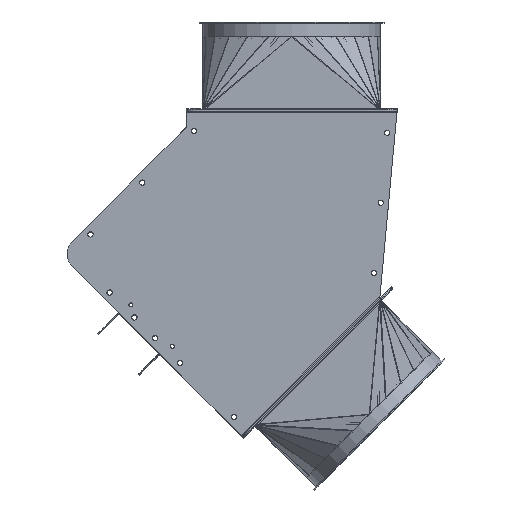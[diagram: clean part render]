
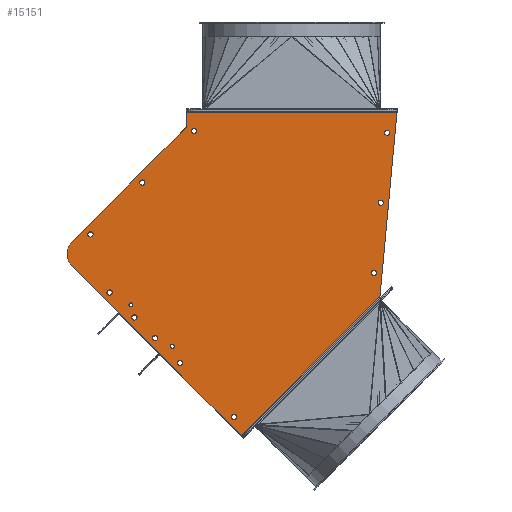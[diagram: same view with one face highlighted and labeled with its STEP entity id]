
A CAD part, top view. The second image highlights one B-rep face of the part: STEP entity #15151.
In plain terms, the highlighted face is planar.
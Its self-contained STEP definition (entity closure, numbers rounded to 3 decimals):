
#773=FACE_BOUND('',#2840,.T.);
#774=FACE_BOUND('',#2841,.T.);
#775=FACE_BOUND('',#2842,.T.);
#776=FACE_BOUND('',#2843,.T.);
#777=FACE_BOUND('',#2844,.T.);
#778=FACE_BOUND('',#2845,.T.);
#779=FACE_BOUND('',#2846,.T.);
#780=FACE_BOUND('',#2847,.T.);
#781=FACE_BOUND('',#2848,.T.);
#782=FACE_BOUND('',#2849,.T.);
#783=FACE_BOUND('',#2850,.T.);
#784=FACE_BOUND('',#2851,.T.);
#785=FACE_BOUND('',#2852,.T.);
#1015=PLANE('',#16414);
#1679=FACE_OUTER_BOUND('',#2839,.T.);
#2839=EDGE_LOOP('',(#11427,#11428,#11429,#11430,#11431,#11432,#11433));
#2840=EDGE_LOOP('',(#11434));
#2841=EDGE_LOOP('',(#11435));
#2842=EDGE_LOOP('',(#11436));
#2843=EDGE_LOOP('',(#11437));
#2844=EDGE_LOOP('',(#11438));
#2845=EDGE_LOOP('',(#11439));
#2846=EDGE_LOOP('',(#11440));
#2847=EDGE_LOOP('',(#11441));
#2848=EDGE_LOOP('',(#11442));
#2849=EDGE_LOOP('',(#11443));
#2850=EDGE_LOOP('',(#11444));
#2851=EDGE_LOOP('',(#11445));
#2852=EDGE_LOOP('',(#11446));
#4066=LINE('',#23211,#5491);
#4076=LINE('',#23270,#5501);
#4078=LINE('',#23273,#5503);
#4079=LINE('',#23276,#5504);
#4080=LINE('',#23278,#5505);
#4081=LINE('',#23281,#5506);
#5491=VECTOR('',#18647,334.815);
#5501=VECTOR('',#18673,359.63);
#5503=VECTOR('',#18677,315.751);
#5504=VECTOR('',#18680,26.);
#5505=VECTOR('',#18681,275.);
#5506=VECTOR('',#18684,407.69);
#6759=CIRCLE('',#16348,3.5);
#6761=CIRCLE('',#16351,3.5);
#6763=CIRCLE('',#16354,4.5);
#6765=CIRCLE('',#16357,4.5);
#6767=CIRCLE('',#16360,4.5);
#6769=CIRCLE('',#16363,4.5);
#6771=CIRCLE('',#16366,4.5);
#6773=CIRCLE('',#16369,4.5);
#6775=CIRCLE('',#16372,4.5);
#6777=CIRCLE('',#16375,4.5);
#6779=CIRCLE('',#16378,4.5);
#6781=CIRCLE('',#16381,4.5);
#6783=CIRCLE('',#16384,4.5);
#6794=CIRCLE('',#16415,30.);
#7308=VERTEX_POINT('',#23075);
#7310=VERTEX_POINT('',#23080);
#7312=VERTEX_POINT('',#23085);
#7314=VERTEX_POINT('',#23090);
#7316=VERTEX_POINT('',#23095);
#7318=VERTEX_POINT('',#23100);
#7320=VERTEX_POINT('',#23105);
#7322=VERTEX_POINT('',#23110);
#7324=VERTEX_POINT('',#23115);
#7326=VERTEX_POINT('',#23120);
#7328=VERTEX_POINT('',#23125);
#7330=VERTEX_POINT('',#23130);
#7332=VERTEX_POINT('',#23135);
#7342=VERTEX_POINT('',#23176);
#7344=VERTEX_POINT('',#23201);
#7349=VERTEX_POINT('',#23229);
#7350=VERTEX_POINT('',#23255);
#7352=VERTEX_POINT('',#23275);
#7353=VERTEX_POINT('',#23277);
#7354=VERTEX_POINT('',#23279);
#8683=EDGE_CURVE('',#7308,#7308,#6759,.T.);
#8685=EDGE_CURVE('',#7310,#7310,#6761,.T.);
#8687=EDGE_CURVE('',#7312,#7312,#6763,.T.);
#8689=EDGE_CURVE('',#7314,#7314,#6765,.T.);
#8691=EDGE_CURVE('',#7316,#7316,#6767,.T.);
#8693=EDGE_CURVE('',#7318,#7318,#6769,.T.);
#8695=EDGE_CURVE('',#7320,#7320,#6771,.T.);
#8697=EDGE_CURVE('',#7322,#7322,#6773,.T.);
#8699=EDGE_CURVE('',#7324,#7324,#6775,.T.);
#8701=EDGE_CURVE('',#7326,#7326,#6777,.T.);
#8703=EDGE_CURVE('',#7328,#7328,#6779,.T.);
#8705=EDGE_CURVE('',#7330,#7330,#6781,.T.);
#8707=EDGE_CURVE('',#7332,#7332,#6783,.T.);
#8726=EDGE_CURVE('',#7344,#7342,#4066,.T.);
#8740=EDGE_CURVE('',#7349,#7350,#4076,.T.);
#8742=EDGE_CURVE('',#7344,#7350,#4078,.T.);
#8743=EDGE_CURVE('',#7349,#7352,#4079,.T.);
#8744=EDGE_CURVE('',#7352,#7353,#4080,.T.);
#8745=EDGE_CURVE('',#7353,#7354,#6794,.T.);
#8746=EDGE_CURVE('',#7354,#7342,#4081,.T.);
#11427=ORIENTED_EDGE('',*,*,#8726,.F.);
#11428=ORIENTED_EDGE('',*,*,#8742,.T.);
#11429=ORIENTED_EDGE('',*,*,#8740,.F.);
#11430=ORIENTED_EDGE('',*,*,#8743,.T.);
#11431=ORIENTED_EDGE('',*,*,#8744,.T.);
#11432=ORIENTED_EDGE('',*,*,#8745,.T.);
#11433=ORIENTED_EDGE('',*,*,#8746,.T.);
#11434=ORIENTED_EDGE('',*,*,#8683,.F.);
#11435=ORIENTED_EDGE('',*,*,#8685,.F.);
#11436=ORIENTED_EDGE('',*,*,#8687,.F.);
#11437=ORIENTED_EDGE('',*,*,#8689,.F.);
#11438=ORIENTED_EDGE('',*,*,#8691,.F.);
#11439=ORIENTED_EDGE('',*,*,#8693,.F.);
#11440=ORIENTED_EDGE('',*,*,#8695,.F.);
#11441=ORIENTED_EDGE('',*,*,#8697,.F.);
#11442=ORIENTED_EDGE('',*,*,#8699,.F.);
#11443=ORIENTED_EDGE('',*,*,#8701,.F.);
#11444=ORIENTED_EDGE('',*,*,#8703,.F.);
#11445=ORIENTED_EDGE('',*,*,#8705,.F.);
#11446=ORIENTED_EDGE('',*,*,#8707,.F.);
#15151=ADVANCED_FACE('',(#1679,#773,#774,#775,#776,#777,#778,#779,#780,
#781,#782,#783,#784,#785),#1015,.F.);
#16348=AXIS2_PLACEMENT_3D('',#23076,#18525,#18526);
#16351=AXIS2_PLACEMENT_3D('',#23081,#18531,#18532);
#16354=AXIS2_PLACEMENT_3D('',#23086,#18537,#18538);
#16357=AXIS2_PLACEMENT_3D('',#23091,#18543,#18544);
#16360=AXIS2_PLACEMENT_3D('',#23096,#18549,#18550);
#16363=AXIS2_PLACEMENT_3D('',#23101,#18555,#18556);
#16366=AXIS2_PLACEMENT_3D('',#23106,#18561,#18562);
#16369=AXIS2_PLACEMENT_3D('',#23111,#18567,#18568);
#16372=AXIS2_PLACEMENT_3D('',#23116,#18573,#18574);
#16375=AXIS2_PLACEMENT_3D('',#23121,#18579,#18580);
#16378=AXIS2_PLACEMENT_3D('',#23126,#18585,#18586);
#16381=AXIS2_PLACEMENT_3D('',#23131,#18591,#18592);
#16384=AXIS2_PLACEMENT_3D('',#23136,#18597,#18598);
#16414=AXIS2_PLACEMENT_3D('',#23274,#18678,#18679);
#16415=AXIS2_PLACEMENT_3D('',#23280,#18682,#18683);
#18525=DIRECTION('center_axis',(0.,0.,-1.));
#18526=DIRECTION('ref_axis',(-1.,0.,0.));
#18531=DIRECTION('center_axis',(0.,0.,-1.));
#18532=DIRECTION('ref_axis',(-1.,0.,0.));
#18537=DIRECTION('center_axis',(0.,0.,-1.));
#18538=DIRECTION('ref_axis',(-1.,0.,0.));
#18543=DIRECTION('center_axis',(0.,0.,-1.));
#18544=DIRECTION('ref_axis',(-1.,0.,0.));
#18549=DIRECTION('center_axis',(0.,0.,-1.));
#18550=DIRECTION('ref_axis',(-1.,0.,0.));
#18555=DIRECTION('center_axis',(0.,0.,-1.));
#18556=DIRECTION('ref_axis',(-1.,0.,0.));
#18561=DIRECTION('center_axis',(0.,0.,-1.));
#18562=DIRECTION('ref_axis',(-1.,0.,0.));
#18567=DIRECTION('center_axis',(0.,0.,-1.));
#18568=DIRECTION('ref_axis',(-1.,0.,0.));
#18573=DIRECTION('center_axis',(0.,0.,-1.));
#18574=DIRECTION('ref_axis',(-1.,0.,0.));
#18579=DIRECTION('center_axis',(0.,0.,-1.));
#18580=DIRECTION('ref_axis',(-1.,0.,0.));
#18585=DIRECTION('center_axis',(0.,0.,-1.));
#18586=DIRECTION('ref_axis',(-1.,0.,0.));
#18591=DIRECTION('center_axis',(0.,0.,-1.));
#18592=DIRECTION('ref_axis',(-1.,0.,0.));
#18597=DIRECTION('center_axis',(0.,0.,-1.));
#18598=DIRECTION('ref_axis',(-1.,0.,0.));
#18647=DIRECTION('',(-0.707,0.707,0.));
#18673=DIRECTION('',(1.,0.,0.));
#18677=DIRECTION('',(0.092,-0.996,0.));
#18678=DIRECTION('center_axis',(0.,0.,1.));
#18679=DIRECTION('ref_axis',(1.,0.,0.));
#18680=DIRECTION('',(0.,1.,0.));
#18681=DIRECTION('',(-0.707,0.707,0.));
#18682=DIRECTION('center_axis',(0.,0.,-1.));
#18683=DIRECTION('ref_axis',(0.707,-0.707,0.));
#18684=DIRECTION('',(0.707,0.707,0.));
#23075=CARTESIAN_POINT('',(-270.764,332.423,-2.));
#23076=CARTESIAN_POINT('Origin',(-274.264,332.423,-2.));
#23080=CARTESIAN_POINT('',(-200.053,403.134,-2.));
#23081=CARTESIAN_POINT('Origin',(-203.553,403.134,-2.));
#23085=CARTESIAN_POINT('',(156.31,158.342,-2.));
#23086=CARTESIAN_POINT('Origin',(151.81,158.342,-2.));
#23090=CARTESIAN_POINT('',(-94.048,523.695,-2.));
#23091=CARTESIAN_POINT('Origin',(-98.548,523.695,-2.));
#23095=CARTESIAN_POINT('',(-228.398,389.345,-2.));
#23096=CARTESIAN_POINT('Origin',(-232.898,389.345,-2.));
#23100=CARTESIAN_POINT('',(-306.18,311.563,-2.));
#23101=CARTESIAN_POINT('Origin',(-310.68,311.563,-2.));
#23105=CARTESIAN_POINT('',(-250.388,123.98,-2.));
#23106=CARTESIAN_POINT('Origin',(-254.888,123.98,-2.));
#23110=CARTESIAN_POINT('',(-162.,35.592,-2.));
#23111=CARTESIAN_POINT('Origin',(-166.5,35.592,-2.));
#23115=CARTESIAN_POINT('',(-338.777,212.369,-2.));
#23116=CARTESIAN_POINT('Origin',(-343.277,212.369,-2.));
#23120=CARTESIAN_POINT('',(-263.754,353.99,-2.));
#23121=CARTESIAN_POINT('Origin',(-268.254,353.99,-2.));
#23125=CARTESIAN_POINT('',(-185.972,431.771,-2.));
#23126=CARTESIAN_POINT('Origin',(-190.472,431.771,-2.));
#23130=CARTESIAN_POINT('',(145.268,277.833,-2.));
#23131=CARTESIAN_POINT('Origin',(140.768,277.833,-2.));
#23135=CARTESIAN_POINT('',(167.352,38.852,-2.));
#23136=CARTESIAN_POINT('Origin',(162.852,38.852,-2.));
#23176=CARTESIAN_POINT('',(-86.174,555.161,-2.));
#23201=CARTESIAN_POINT('',(150.576,318.412,-2.));
#23211=CARTESIAN_POINT('',(-2.299,471.287,-2.));
#23229=CARTESIAN_POINT('',(-180.,4.,-2.));
#23255=CARTESIAN_POINT('',(179.63,4.,-2.));
#23270=CARTESIAN_POINT('',(53.584,4.,-2.));
#23273=CARTESIAN_POINT('',(150.,324.645,-2.));
#23274=CARTESIAN_POINT('Origin',(-72.463,233.373,-2.));
#23275=CARTESIAN_POINT('',(-180.,30.,-2.));
#23276=CARTESIAN_POINT('',(-180.,0.,-2.));
#23277=CARTESIAN_POINT('',(-374.454,224.454,-2.));
#23278=CARTESIAN_POINT('',(-180.,30.,-2.));
#23279=CARTESIAN_POINT('',(-374.454,266.881,-2.));
#23280=CARTESIAN_POINT('Origin',(-353.241,245.668,-2.));
#23281=CARTESIAN_POINT('',(-374.454,266.881,-2.));
